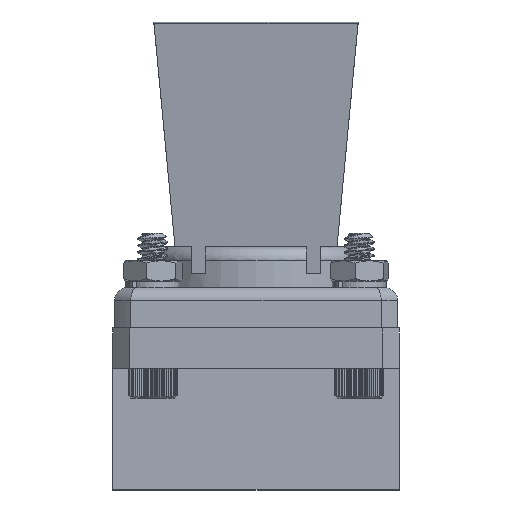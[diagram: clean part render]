
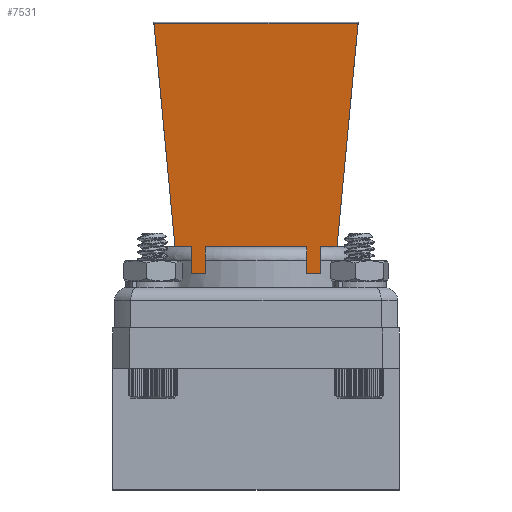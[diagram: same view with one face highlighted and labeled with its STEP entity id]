
A CAD part, front view. The second image highlights one B-rep face of the part: STEP entity #7531.
In plain terms, the highlighted face is planar.
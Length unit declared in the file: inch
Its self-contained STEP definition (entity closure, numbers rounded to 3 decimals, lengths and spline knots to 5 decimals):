
#63 = ORIENTED_EDGE ( 'NONE', *, *, #13594, .T. ) ;
#111 = VECTOR ( 'NONE', #13136, 39.37008 ) ;
#704 = VECTOR ( 'NONE', #7732, 39.37008 ) ;
#758 = CARTESIAN_POINT ( 'NONE',  ( 0.23413, -0.19533, -0.235 ) ) ;
#810 = CARTESIAN_POINT ( 'NONE',  ( 0.2503, -0.19733, 0.235 ) ) ;
#952 = VERTEX_POINT ( 'NONE', #17109 ) ;
#973 = LINE ( 'NONE', #16449, #7762 ) ;
#1024 = ORIENTED_EDGE ( 'NONE', *, *, #4849, .T. ) ;
#1112 = ORIENTED_EDGE ( 'NONE', *, *, #5412, .T. ) ;
#1249 = FACE_OUTER_BOUND ( 'NONE', #10453, .T. ) ;
#1477 = CARTESIAN_POINT ( 'NONE',  ( 0.44259, -0.22103, 0.38135 ) ) ;
#1494 = VECTOR ( 'NONE', #17961, 39.37008 ) ;
#1772 = LINE ( 'NONE', #18129, #1980 ) ;
#1980 = VECTOR ( 'NONE', #4203, 39.37008 ) ;
#2010 = CARTESIAN_POINT ( 'NONE',  ( 0.23413, -0.19533, 0.297 ) ) ;
#2437 = EDGE_CURVE ( 'NONE', #952, #14205, #973, .T. ) ;
#2535 = DIRECTION ( 'NONE',  ( 0., 0., -1. ) ) ;
#2721 = ORIENTED_EDGE ( 'NONE', *, *, #14189, .F. ) ;
#3036 = LINE ( 'NONE', #10867, #1494 ) ;
#3053 = LINE ( 'NONE', #1477, #17967 ) ;
#3920 = CARTESIAN_POINT ( 'NONE',  ( 0.2503, -0.19733, -0.297 ) ) ;
#3923 = DIRECTION ( 'NONE',  ( 0.122, 0.992, 0. ) ) ;
#4163 = CARTESIAN_POINT ( 'NONE',  ( 0.3763, -0.21286, 0.3751 ) ) ;
#4203 = DIRECTION ( 'NONE',  ( 0., 0., -1. ) ) ;
#4611 = VECTOR ( 'NONE', #5067, 39.37008 ) ;
#4849 = EDGE_CURVE ( 'NONE', #6541, #6330, #17795, .T. ) ;
#5067 = DIRECTION ( 'NONE',  ( 0., 0., -1. ) ) ;
#5348 = CARTESIAN_POINT ( 'NONE',  ( 0.2503, -0.19733, -0.235 ) ) ;
#5394 = PLANE ( 'NONE',  #7983 ) ;
#5412 = EDGE_CURVE ( 'NONE', #7333, #12911, #7017, .T. ) ;
#5444 = EDGE_CURVE ( 'NONE', #13420, #6541, #15811, .T. ) ;
#5524 = CARTESIAN_POINT ( 'NONE',  ( 0.3763, -0.21286, -0.297 ) ) ;
#5726 = CARTESIAN_POINT ( 'NONE',  ( 0.23413, -0.19533, -0.297 ) ) ;
#5825 = DIRECTION ( 'NONE',  ( 0.988, -0.122, 0.093 ) ) ;
#5931 = ORIENTED_EDGE ( 'NONE', *, *, #6451, .F. ) ;
#6224 = DIRECTION ( 'NONE',  ( -0.992, 0.122, 0. ) ) ;
#6235 = VECTOR ( 'NONE', #6224, 39.37008 ) ;
#6330 = VERTEX_POINT ( 'NONE', #5524 ) ;
#6361 = CARTESIAN_POINT ( 'NONE',  ( 0.2503, -0.19733, -0.297 ) ) ;
#6451 = EDGE_CURVE ( 'NONE', #6474, #16685, #3036, .T. ) ;
#6474 = VERTEX_POINT ( 'NONE', #6566 ) ;
#6477 = CARTESIAN_POINT ( 'NONE',  ( 0.3763, -0.21286, -0.37505 ) ) ;
#6541 = VERTEX_POINT ( 'NONE', #3920 ) ;
#6566 = CARTESIAN_POINT ( 'NONE',  ( 1.40844, -0.34006, -0.47226 ) ) ;
#7009 = CARTESIAN_POINT ( 'NONE',  ( 0.2503, -0.19733, 0.297 ) ) ;
#7017 = LINE ( 'NONE', #2010, #7656 ) ;
#7034 = VECTOR ( 'NONE', #9929, 39.37008 ) ;
#7114 = CARTESIAN_POINT ( 'NONE',  ( 1.40844, -0.34006, 0.558 ) ) ;
#7333 = VERTEX_POINT ( 'NONE', #7844 ) ;
#7531 = ADVANCED_FACE ( 'NONE', ( #1249 ), #5394, .F. ) ;
#7656 = VECTOR ( 'NONE', #11820, 39.37008 ) ;
#7683 = VERTEX_POINT ( 'NONE', #4163 ) ;
#7732 = DIRECTION ( 'NONE',  ( 0., 0., -1. ) ) ;
#7762 = VECTOR ( 'NONE', #2535, 39.37008 ) ;
#7844 = CARTESIAN_POINT ( 'NONE',  ( 0.3763, -0.21286, 0.297 ) ) ;
#7983 = AXIS2_PLACEMENT_3D ( 'NONE', #13855, #3923, #18018 ) ;
#8093 = CARTESIAN_POINT ( 'NONE',  ( 1.40844, -0.34006, 0.47231 ) ) ;
#8243 = VECTOR ( 'NONE', #16452, 39.37008 ) ;
#8486 = ORIENTED_EDGE ( 'NONE', *, *, #16281, .T. ) ;
#8700 = ORIENTED_EDGE ( 'NONE', *, *, #14404, .T. ) ;
#9144 = EDGE_CURVE ( 'NONE', #7683, #10570, #3053, .T. ) ;
#9361 = CARTESIAN_POINT ( 'NONE',  ( 0.23413, -0.19533, 0.235 ) ) ;
#9819 = ORIENTED_EDGE ( 'NONE', *, *, #5444, .T. ) ;
#9929 = DIRECTION ( 'NONE',  ( 0.992, -0.122, 0. ) ) ;
#10453 = EDGE_LOOP ( 'NONE', ( #11933, #8486, #1112, #63, #10876, #10478, #12081, #9819, #1024, #8700, #5931, #2721 ) ) ;
#10478 = ORIENTED_EDGE ( 'NONE', *, *, #2437, .T. ) ;
#10565 = EDGE_CURVE ( 'NONE', #11968, #952, #17679, .T. ) ;
#10570 = VERTEX_POINT ( 'NONE', #8093 ) ;
#10867 = CARTESIAN_POINT ( 'NONE',  ( 0.44259, -0.22103, -0.38129 ) ) ;
#10876 = ORIENTED_EDGE ( 'NONE', *, *, #10565, .T. ) ;
#11119 = LINE ( 'NONE', #15836, #111 ) ;
#11319 = LINE ( 'NONE', #7114, #11994 ) ;
#11479 = CARTESIAN_POINT ( 'NONE',  ( 0.3763, -0.21286, -0.235 ) ) ;
#11820 = DIRECTION ( 'NONE',  ( -0.992, 0.122, 0. ) ) ;
#11933 = ORIENTED_EDGE ( 'NONE', *, *, #9144, .F. ) ;
#11968 = VERTEX_POINT ( 'NONE', #810 ) ;
#11994 = VECTOR ( 'NONE', #15658, 39.37008 ) ;
#12081 = ORIENTED_EDGE ( 'NONE', *, *, #15415, .T. ) ;
#12816 = LINE ( 'NONE', #758, #6235 ) ;
#12911 = VERTEX_POINT ( 'NONE', #7009 ) ;
#13136 = DIRECTION ( 'NONE',  ( 0., 0., -1. ) ) ;
#13420 = VERTEX_POINT ( 'NONE', #5348 ) ;
#13594 = EDGE_CURVE ( 'NONE', #12911, #11968, #1772, .T. ) ;
#13855 = CARTESIAN_POINT ( 'NONE',  ( 0.187, -0.18953, 0.558 ) ) ;
#14189 = EDGE_CURVE ( 'NONE', #10570, #6474, #11319, .T. ) ;
#14205 = VERTEX_POINT ( 'NONE', #11479 ) ;
#14404 = EDGE_CURVE ( 'NONE', #6330, #16685, #11119, .T. ) ;
#15415 = EDGE_CURVE ( 'NONE', #14205, #13420, #12816, .T. ) ;
#15658 = DIRECTION ( 'NONE',  ( 0., 0., -1. ) ) ;
#15811 = LINE ( 'NONE', #6361, #4611 ) ;
#15836 = CARTESIAN_POINT ( 'NONE',  ( 0.3763, -0.21286, 0. ) ) ;
#16281 = EDGE_CURVE ( 'NONE', #7683, #7333, #17826, .T. ) ;
#16449 = CARTESIAN_POINT ( 'NONE',  ( 0.3763, -0.21286, 0. ) ) ;
#16452 = DIRECTION ( 'NONE',  ( 0.992, -0.122, 0. ) ) ;
#16685 = VERTEX_POINT ( 'NONE', #6477 ) ;
#17109 = CARTESIAN_POINT ( 'NONE',  ( 0.3763, -0.21286, 0.235 ) ) ;
#17624 = CARTESIAN_POINT ( 'NONE',  ( 0.3763, -0.21286, 0. ) ) ;
#17679 = LINE ( 'NONE', #9361, #8243 ) ;
#17795 = LINE ( 'NONE', #5726, #7034 ) ;
#17826 = LINE ( 'NONE', #17624, #704 ) ;
#17961 = DIRECTION ( 'NONE',  ( -0.988, 0.122, 0.093 ) ) ;
#17967 = VECTOR ( 'NONE', #5825, 39.37008 ) ;
#18018 = DIRECTION ( 'NONE',  ( -0.992, 0.122, 0. ) ) ;
#18129 = CARTESIAN_POINT ( 'NONE',  ( 0.2503, -0.19733, 0.235 ) ) ;
